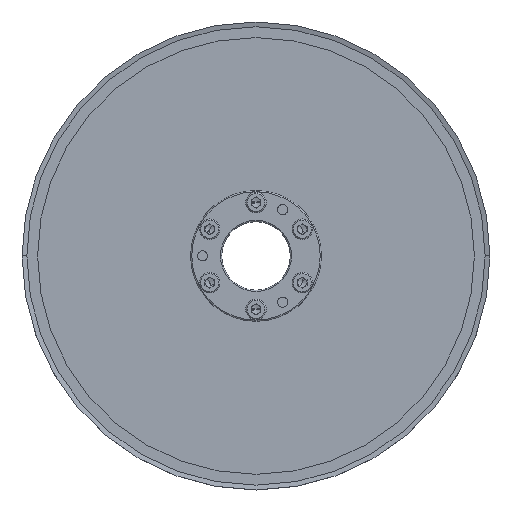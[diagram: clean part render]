
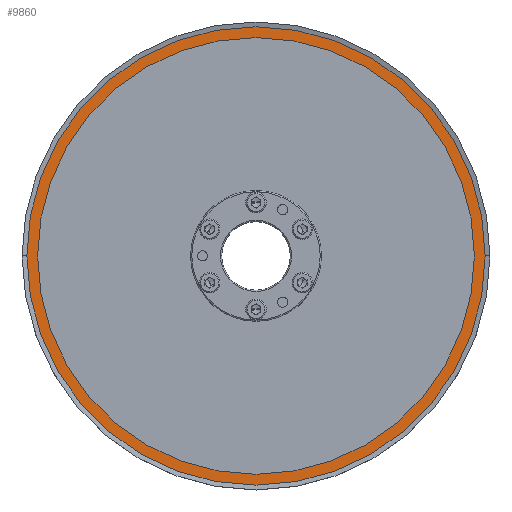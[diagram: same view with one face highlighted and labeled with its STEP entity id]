
A CAD part, top view. The second image highlights one B-rep face of the part: STEP entity #9860.
In plain terms, the highlighted planar face has unit normal (0, 0, 1).
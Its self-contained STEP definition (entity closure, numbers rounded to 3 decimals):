
#869 = PLANE ( 'NONE',  #11332 ) ;
#3116 = CARTESIAN_POINT ( 'NONE',  ( -91., 0., 21.1 ) ) ;
#3151 = CIRCLE ( 'NONE', #17641, 95.5 ) ;
#4472 = CARTESIAN_POINT ( 'NONE',  ( 95.5, 0., 21.1 ) ) ;
#5185 = EDGE_CURVE ( 'NONE', #26627, #9413, #13593, .T. ) ;
#5415 = ORIENTED_EDGE ( 'NONE', *, *, #8485, .T. ) ;
#8416 = DIRECTION ( 'NONE',  ( 1., 0., 0. ) ) ;
#8485 = EDGE_CURVE ( 'NONE', #24257, #10035, #10795, .T. ) ;
#8776 = ORIENTED_EDGE ( 'NONE', *, *, #5185, .F. ) ;
#8874 = AXIS2_PLACEMENT_3D ( 'NONE', #26223, #26505, #9319 ) ;
#9083 = AXIS2_PLACEMENT_3D ( 'NONE', #26779, #21976, #15830 ) ;
#9165 = DIRECTION ( 'NONE',  ( 1., 0., 0. ) ) ;
#9319 = DIRECTION ( 'NONE',  ( 1., 0., 0. ) ) ;
#9413 = VERTEX_POINT ( 'NONE', #15950 ) ;
#9444 = EDGE_CURVE ( 'NONE', #10035, #24257, #3151, .T. ) ;
#9860 = ADVANCED_FACE ( 'NONE', ( #20047, #22470 ), #869, .T. ) ;
#10035 = VERTEX_POINT ( 'NONE', #14062 ) ;
#10202 = CIRCLE ( 'NONE', #8874, 91. ) ;
#10795 = CIRCLE ( 'NONE', #25785, 95.5 ) ;
#11332 = AXIS2_PLACEMENT_3D ( 'NONE', #24750, #19899, #26871 ) ;
#13409 = DIRECTION ( 'NONE',  ( 0., 0., 1. ) ) ;
#13593 = CIRCLE ( 'NONE', #9083, 91. ) ;
#14062 = CARTESIAN_POINT ( 'NONE',  ( -95.5, 0., 21.1 ) ) ;
#15541 = CARTESIAN_POINT ( 'NONE',  ( 0., 0., 21.1 ) ) ;
#15830 = DIRECTION ( 'NONE',  ( 1., 0., 0. ) ) ;
#15950 = CARTESIAN_POINT ( 'NONE',  ( 91., 0., 21.1 ) ) ;
#17641 = AXIS2_PLACEMENT_3D ( 'NONE', #15541, #13409, #9165 ) ;
#19018 = CARTESIAN_POINT ( 'NONE',  ( 0., 0., 21.1 ) ) ;
#19899 = DIRECTION ( 'NONE',  ( 0., 0., 1. ) ) ;
#20047 = FACE_OUTER_BOUND ( 'NONE', #27196, .T. ) ;
#20669 = EDGE_CURVE ( 'NONE', #9413, #26627, #10202, .T. ) ;
#20791 = ORIENTED_EDGE ( 'NONE', *, *, #9444, .T. ) ;
#21174 = DIRECTION ( 'NONE',  ( 0., 0., 1. ) ) ;
#21976 = DIRECTION ( 'NONE',  ( 0., 0., 1. ) ) ;
#22470 = FACE_BOUND ( 'NONE', #23811, .T. ) ;
#23811 = EDGE_LOOP ( 'NONE', ( #27884, #8776 ) ) ;
#24257 = VERTEX_POINT ( 'NONE', #4472 ) ;
#24750 = CARTESIAN_POINT ( 'NONE',  ( 0., 0., 21.1 ) ) ;
#25785 = AXIS2_PLACEMENT_3D ( 'NONE', #19018, #21174, #8416 ) ;
#26223 = CARTESIAN_POINT ( 'NONE',  ( 0., 0., 21.1 ) ) ;
#26505 = DIRECTION ( 'NONE',  ( 0., 0., 1. ) ) ;
#26627 = VERTEX_POINT ( 'NONE', #3116 ) ;
#26779 = CARTESIAN_POINT ( 'NONE',  ( 0., 0., 21.1 ) ) ;
#26871 = DIRECTION ( 'NONE',  ( 1., 0., 0. ) ) ;
#27196 = EDGE_LOOP ( 'NONE', ( #5415, #20791 ) ) ;
#27884 = ORIENTED_EDGE ( 'NONE', *, *, #20669, .F. ) ;
